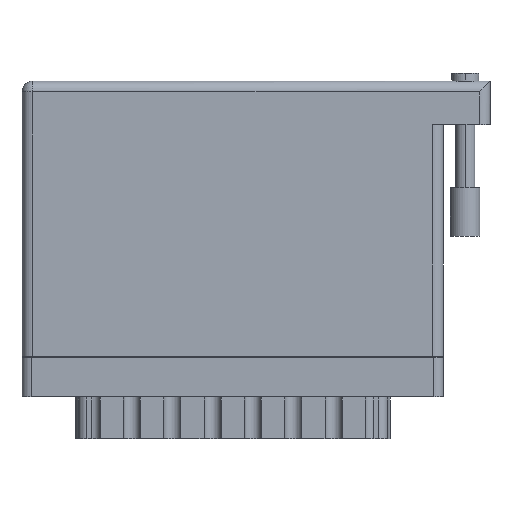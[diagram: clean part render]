
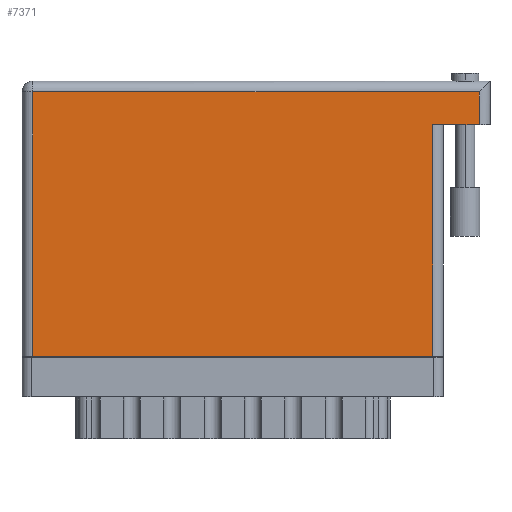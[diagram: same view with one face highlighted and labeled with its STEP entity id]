
A CAD part, front view. The second image highlights one B-rep face of the part: STEP entity #7371.
In plain terms, the highlighted face is planar.
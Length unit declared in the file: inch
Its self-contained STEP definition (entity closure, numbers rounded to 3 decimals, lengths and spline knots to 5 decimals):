
#21 = VERTEX_POINT ( 'NONE', #28278 ) ;
#215 = CARTESIAN_POINT ( 'NONE',  ( 0.07, 1.705, 0. ) ) ;
#3274 = CARTESIAN_POINT ( 'NONE',  ( 0., 1.775, 0. ) ) ;
#5287 = CARTESIAN_POINT ( 'NONE',  ( 3.018, 1.495, 0. ) ) ;
#5526 = CARTESIAN_POINT ( 'NONE',  ( 0.07, 0., 0. ) ) ;
#7371 = ADVANCED_FACE ( 'NONE', ( #66764 ), #64884, .F. ) ;
#9476 = LINE ( 'NONE', #60565, #27253 ) ;
#10799 = CARTESIAN_POINT ( 'NONE',  ( 2.648, 1.495, 0. ) ) ;
#11506 = CARTESIAN_POINT ( 'NONE',  ( 2.948, 1.705, 0. ) ) ;
#11890 = LINE ( 'NONE', #14713, #28136 ) ;
#11961 = VECTOR ( 'NONE', #62402, 39.37008 ) ;
#12165 = EDGE_CURVE ( 'NONE', #44520, #21, #30065, .T. ) ;
#14402 = ORIENTED_EDGE ( 'NONE', *, *, #52168, .T. ) ;
#14562 = ORIENTED_EDGE ( 'NONE', *, *, #26524, .T. ) ;
#14713 = CARTESIAN_POINT ( 'NONE',  ( 0.07, 0., 0. ) ) ;
#15034 = LINE ( 'NONE', #5287, #45850 ) ;
#17060 = VERTEX_POINT ( 'NONE', #215 ) ;
#18043 = CARTESIAN_POINT ( 'NONE',  ( 0., 0., 0. ) ) ;
#20957 = LINE ( 'NONE', #49252, #36377 ) ;
#22597 = CARTESIAN_POINT ( 'NONE',  ( 2.948, 1.495, 0. ) ) ;
#23161 = VERTEX_POINT ( 'NONE', #22597 ) ;
#23217 = DIRECTION ( 'NONE',  ( 1., 0., 0. ) ) ;
#25118 = DIRECTION ( 'NONE',  ( 0., -1., 0. ) ) ;
#26524 = EDGE_CURVE ( 'NONE', #66801, #17060, #20957, .T. ) ;
#27253 = VECTOR ( 'NONE', #35248, 39.37008 ) ;
#28136 = VECTOR ( 'NONE', #25118, 39.37008 ) ;
#28278 = CARTESIAN_POINT ( 'NONE',  ( 2.648, 0., 0. ) ) ;
#29220 = ORIENTED_EDGE ( 'NONE', *, *, #60897, .F. ) ;
#30065 = LINE ( 'NONE', #18043, #54359 ) ;
#30927 = DIRECTION ( 'NONE',  ( -1., 0., 0. ) ) ;
#32986 = AXIS2_PLACEMENT_3D ( 'NONE', #3274, #45893, #55579 ) ;
#33667 = EDGE_CURVE ( 'NONE', #21, #60614, #37917, .T. ) ;
#35248 = DIRECTION ( 'NONE',  ( 0., 1., 0. ) ) ;
#36377 = VECTOR ( 'NONE', #54423, 39.37008 ) ;
#37917 = LINE ( 'NONE', #10799, #11961 ) ;
#43014 = ORIENTED_EDGE ( 'NONE', *, *, #12165, .T. ) ;
#44520 = VERTEX_POINT ( 'NONE', #5526 ) ;
#45850 = VECTOR ( 'NONE', #30927, 39.37008 ) ;
#45893 = DIRECTION ( 'NONE',  ( 0., 0., -1. ) ) ;
#49252 = CARTESIAN_POINT ( 'NONE',  ( 0., 1.705, 0. ) ) ;
#52168 = EDGE_CURVE ( 'NONE', #23161, #66801, #9476, .T. ) ;
#53104 = EDGE_LOOP ( 'NONE', ( #43014, #55602, #29220, #14402, #14562, #56623 ) ) ;
#54359 = VECTOR ( 'NONE', #23217, 39.37008 ) ;
#54423 = DIRECTION ( 'NONE',  ( -1., 0., 0. ) ) ;
#55579 = DIRECTION ( 'NONE',  ( -1., 0., 0. ) ) ;
#55602 = ORIENTED_EDGE ( 'NONE', *, *, #33667, .T. ) ;
#56623 = ORIENTED_EDGE ( 'NONE', *, *, #66511, .T. ) ;
#60106 = CARTESIAN_POINT ( 'NONE',  ( 2.648, 1.495, 0. ) ) ;
#60565 = CARTESIAN_POINT ( 'NONE',  ( 2.948, 1.775, 0. ) ) ;
#60614 = VERTEX_POINT ( 'NONE', #60106 ) ;
#60897 = EDGE_CURVE ( 'NONE', #23161, #60614, #15034, .T. ) ;
#62402 = DIRECTION ( 'NONE',  ( 0., 1., 0. ) ) ;
#64884 = PLANE ( 'NONE',  #32986 ) ;
#66511 = EDGE_CURVE ( 'NONE', #17060, #44520, #11890, .T. ) ;
#66764 = FACE_OUTER_BOUND ( 'NONE', #53104, .T. ) ;
#66801 = VERTEX_POINT ( 'NONE', #11506 ) ;
